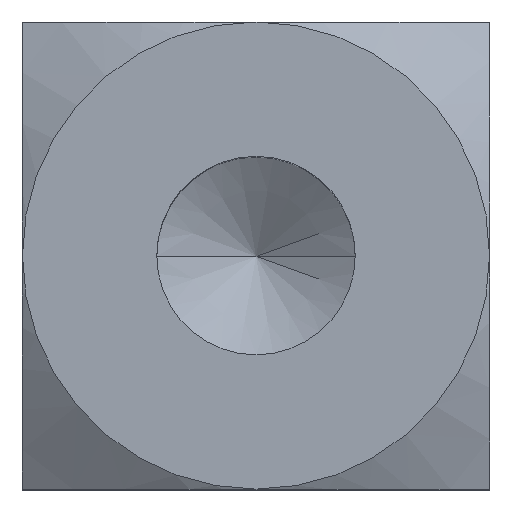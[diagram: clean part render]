
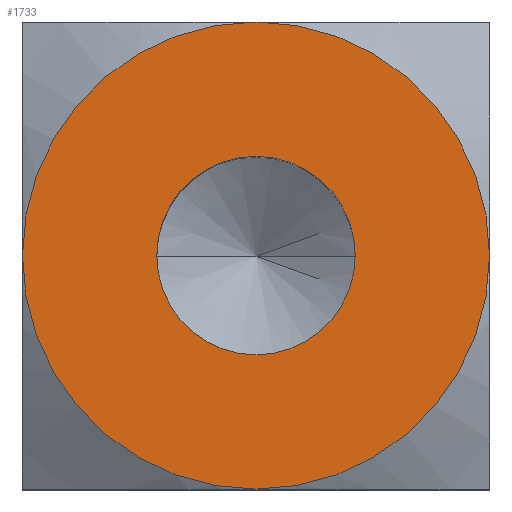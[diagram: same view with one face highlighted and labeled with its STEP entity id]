
A CAD part, top view. The second image highlights one B-rep face of the part: STEP entity #1733.
In plain terms, the highlighted planar face has unit normal (0, 0, 1).
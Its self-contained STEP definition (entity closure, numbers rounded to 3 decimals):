
#24 = DIRECTION ( 'NONE',  ( 1., 0., 0. ) ) ;
#30 = DIRECTION ( 'NONE',  ( 0., 0., 1. ) ) ;
#36 = PLANE ( 'NONE',  #181 ) ;
#37 = FACE_OUTER_BOUND ( 'NONE', #1427, .T. ) ;
#44 = FACE_BOUND ( 'NONE', #1428, .T. ) ;
#58 = CARTESIAN_POINT ( 'NONE',  ( -8., -8., 17.5 ) ) ;
#180 = AXIS2_PLACEMENT_3D ( 'NONE', #2130, #2131, #2132 ) ;
#181 = AXIS2_PLACEMENT_3D ( 'NONE', #58, #30, #24 ) ;
#188 = AXIS2_PLACEMENT_3D ( 'NONE', #2224, #2225, #2226 ) ;
#194 = CIRCLE ( 'NONE', #188, 3.4 ) ;
#195 = AXIS2_PLACEMENT_3D ( 'NONE', #2215, #2216, #2217 ) ;
#203 = AXIS2_PLACEMENT_3D ( 'NONE', #2211, #2212, #2213 ) ;
#206 = CIRCLE ( 'NONE', #195, 8. ) ;
#207 = AXIS2_PLACEMENT_3D ( 'NONE', #2208, #2209, #2210 ) ;
#210 = CIRCLE ( 'NONE', #203, 8. ) ;
#215 = AXIS2_PLACEMENT_3D ( 'NONE', #2205, #2206, #2207 ) ;
#220 = CIRCLE ( 'NONE', #207, 8. ) ;
#225 = CIRCLE ( 'NONE', #215, 8. ) ;
#272 = CIRCLE ( 'NONE', #180, 3.4 ) ;
#773 = ORIENTED_EDGE ( 'NONE', *, *, #3517, .T. ) ;
#774 = ORIENTED_EDGE ( 'NONE', *, *, #3518, .F. ) ;
#775 = ORIENTED_EDGE ( 'NONE', *, *, #3519, .T. ) ;
#776 = ORIENTED_EDGE ( 'NONE', *, *, #3516, .T. ) ;
#778 = ORIENTED_EDGE ( 'NONE', *, *, #3502, .F. ) ;
#779 = ORIENTED_EDGE ( 'NONE', *, *, #3521, .F. ) ;
#1427 = EDGE_LOOP ( 'NONE', ( #776, #775, #774, #773 ) ) ;
#1428 = EDGE_LOOP ( 'NONE', ( #779, #778 ) ) ;
#1585 = VERTEX_POINT ( 'NONE', #2670 ) ;
#1587 = VERTEX_POINT ( 'NONE', #2668 ) ;
#1589 = VERTEX_POINT ( 'NONE', #2666 ) ;
#1592 = VERTEX_POINT ( 'NONE', #2661 ) ;
#1598 = VERTEX_POINT ( 'NONE', #2655 ) ;
#1602 = VERTEX_POINT ( 'NONE', #2649 ) ;
#1733 = ADVANCED_FACE ( 'NONE', ( #44, #37 ), #36, .T. ) ;
#2130 = CARTESIAN_POINT ( 'NONE',  ( 0., 0., 17.5 ) ) ;
#2131 = DIRECTION ( 'NONE',  ( 0., 0., 1. ) ) ;
#2132 = DIRECTION ( 'NONE',  ( 1., 0., 0. ) ) ;
#2205 = CARTESIAN_POINT ( 'NONE',  ( 0., 0., 17.5 ) ) ;
#2206 = DIRECTION ( 'NONE',  ( 0., 0., 1. ) ) ;
#2207 = DIRECTION ( 'NONE',  ( 1., 0., 0. ) ) ;
#2208 = CARTESIAN_POINT ( 'NONE',  ( 0., 0., 17.5 ) ) ;
#2209 = DIRECTION ( 'NONE',  ( 0., 0., 1. ) ) ;
#2210 = DIRECTION ( 'NONE',  ( 1., 0., 0. ) ) ;
#2211 = CARTESIAN_POINT ( 'NONE',  ( 0., 0., 17.5 ) ) ;
#2212 = DIRECTION ( 'NONE',  ( 0., 0., -1. ) ) ;
#2213 = DIRECTION ( 'NONE',  ( -1., 0., 0. ) ) ;
#2215 = CARTESIAN_POINT ( 'NONE',  ( 0., 0., 17.5 ) ) ;
#2216 = DIRECTION ( 'NONE',  ( 0., 0., 1. ) ) ;
#2217 = DIRECTION ( 'NONE',  ( 1., 0., 0. ) ) ;
#2224 = CARTESIAN_POINT ( 'NONE',  ( 0., 0., 17.5 ) ) ;
#2225 = DIRECTION ( 'NONE',  ( 0., 0., 1. ) ) ;
#2226 = DIRECTION ( 'NONE',  ( 1., 0., 0. ) ) ;
#2649 = CARTESIAN_POINT ( 'NONE',  ( 0., 8., 17.5 ) ) ;
#2655 = CARTESIAN_POINT ( 'NONE',  ( 3.4, 0., 17.5 ) ) ;
#2661 = CARTESIAN_POINT ( 'NONE',  ( -3.4, 0., 17.5 ) ) ;
#2666 = CARTESIAN_POINT ( 'NONE',  ( 8., 0., 17.5 ) ) ;
#2668 = CARTESIAN_POINT ( 'NONE',  ( 0., -8., 17.5 ) ) ;
#2670 = CARTESIAN_POINT ( 'NONE',  ( -8., 0., 17.5 ) ) ;
#3502 = EDGE_CURVE ( 'NONE', #1592, #1598, #272, .T. ) ;
#3516 = EDGE_CURVE ( 'NONE', #1587, #1589, #225, .T. ) ;
#3517 = EDGE_CURVE ( 'NONE', #1585, #1587, #220, .T. ) ;
#3518 = EDGE_CURVE ( 'NONE', #1585, #1602, #210, .T. ) ;
#3519 = EDGE_CURVE ( 'NONE', #1589, #1602, #206, .T. ) ;
#3521 = EDGE_CURVE ( 'NONE', #1598, #1592, #194, .T. ) ;
